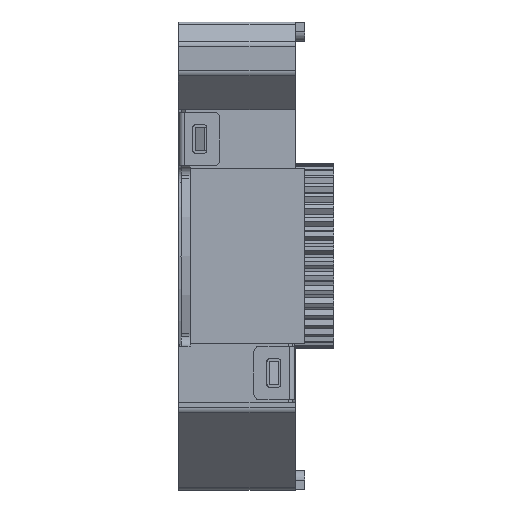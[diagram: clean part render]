
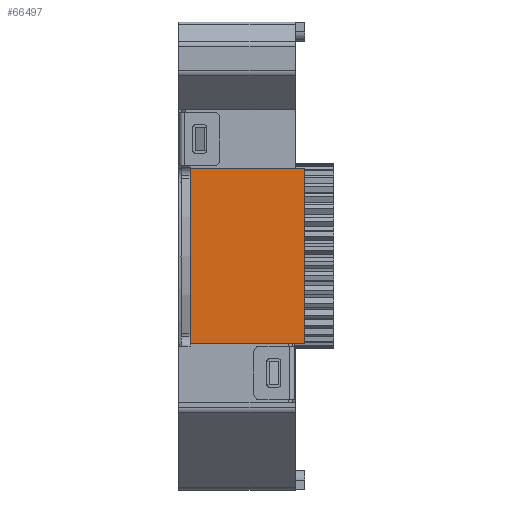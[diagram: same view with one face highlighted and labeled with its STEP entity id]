
A CAD part, left-side view. The second image highlights one B-rep face of the part: STEP entity #66497.
In plain terms, the highlighted planar face has unit normal (-1, 0, 0).
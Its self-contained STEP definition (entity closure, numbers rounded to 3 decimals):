
#2284 = LINE ( 'NONE', #137056, #132771 ) ;
#2511 = CARTESIAN_POINT ( 'NONE',  ( -25.4, 9.525, 5.08 ) ) ;
#5078 = VERTEX_POINT ( 'NONE', #103397 ) ;
#5974 = PLANE ( 'NONE',  #142528 ) ;
#15459 = DIRECTION ( 'NONE',  ( 0., 0., -1. ) ) ;
#23324 = CARTESIAN_POINT ( 'NONE',  ( -25.4, -9.779, 5.08 ) ) ;
#27816 = DIRECTION ( 'NONE',  ( 1., 0., 0. ) ) ;
#42201 = DIRECTION ( 'NONE',  ( 0., 1., 0. ) ) ;
#44480 = LINE ( 'NONE', #23324, #91449 ) ;
#50508 = VERTEX_POINT ( 'NONE', #113150 ) ;
#60878 = EDGE_CURVE ( 'NONE', #5078, #50508, #76462, .T. ) ;
#64520 = ORIENTED_EDGE ( 'NONE', *, *, #123511, .T. ) ;
#64568 = VECTOR ( 'NONE', #42201, 1000. ) ;
#66497 = ADVANCED_FACE ( 'NONE', ( #105037 ), #5974, .F. ) ;
#68824 = CARTESIAN_POINT ( 'NONE',  ( -25.4, -9.525, 5.08 ) ) ;
#69238 = ORIENTED_EDGE ( 'NONE', *, *, #60878, .F. ) ;
#73703 = VERTEX_POINT ( 'NONE', #2511 ) ;
#76462 = LINE ( 'NONE', #142053, #64568 ) ;
#81979 = EDGE_CURVE ( 'NONE', #73703, #50508, #2284, .T. ) ;
#83112 = LINE ( 'NONE', #103514, #140813 ) ;
#90486 = ORIENTED_EDGE ( 'NONE', *, *, #135298, .F. ) ;
#91449 = VECTOR ( 'NONE', #112219, 1000. ) ;
#95260 = VERTEX_POINT ( 'NONE', #68824 ) ;
#96447 = ORIENTED_EDGE ( 'NONE', *, *, #81979, .T. ) ;
#103397 = CARTESIAN_POINT ( 'NONE',  ( -25.4, -9.525, -7.366 ) ) ;
#103514 = CARTESIAN_POINT ( 'NONE',  ( -25.4, -9.525, -6.35 ) ) ;
#105037 = FACE_OUTER_BOUND ( 'NONE', #112669, .T. ) ;
#112219 = DIRECTION ( 'NONE',  ( 0., -1., 0. ) ) ;
#112669 = EDGE_LOOP ( 'NONE', ( #90486, #96447, #69238, #64520 ) ) ;
#113150 = CARTESIAN_POINT ( 'NONE',  ( -25.4, 9.525, -7.366 ) ) ;
#113751 = DIRECTION ( 'NONE',  ( 0., 0., -1. ) ) ;
#116653 = DIRECTION ( 'NONE',  ( 0., 0., 1. ) ) ;
#123511 = EDGE_CURVE ( 'NONE', #5078, #95260, #83112, .T. ) ;
#132771 = VECTOR ( 'NONE', #113751, 1000. ) ;
#135298 = EDGE_CURVE ( 'NONE', #73703, #95260, #44480, .T. ) ;
#137056 = CARTESIAN_POINT ( 'NONE',  ( -25.4, 9.525, 6.35 ) ) ;
#140761 = CARTESIAN_POINT ( 'NONE',  ( -25.4, -25.4, 6.35 ) ) ;
#140813 = VECTOR ( 'NONE', #116653, 1000. ) ;
#142053 = CARTESIAN_POINT ( 'NONE',  ( -25.4, 0., -7.366 ) ) ;
#142528 = AXIS2_PLACEMENT_3D ( 'NONE', #140761, #27816, #15459 ) ;
